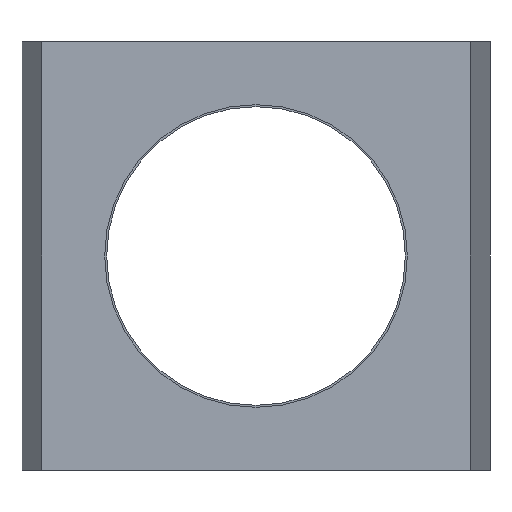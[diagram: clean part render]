
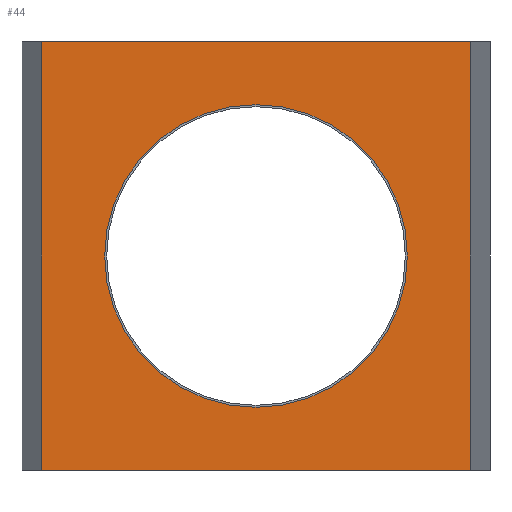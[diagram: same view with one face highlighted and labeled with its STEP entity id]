
A CAD part, front view. The second image highlights one B-rep face of the part: STEP entity #44.
In plain terms, the highlighted planar face has unit normal (0, -1, 0).
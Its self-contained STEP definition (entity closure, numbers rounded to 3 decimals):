
#4 = CARTESIAN_POINT ( 'NONE',  ( -430., 0., 430. ) ) ;
#8 = PLANE ( 'NONE',  #388 ) ;
#26 = CARTESIAN_POINT ( 'NONE',  ( -430., 0., 430. ) ) ;
#44 = ADVANCED_FACE ( 'NONE', ( #379, #219 ), #8, .F. ) ;
#77 = CARTESIAN_POINT ( 'NONE',  ( -430., 0., -430. ) ) ;
#113 = DIRECTION ( 'NONE',  ( 0., 0., -1. ) ) ;
#128 = LINE ( 'NONE', #269, #437 ) ;
#150 = VERTEX_POINT ( 'NONE', #77 ) ;
#151 = VERTEX_POINT ( 'NONE', #690 ) ;
#219 = FACE_OUTER_BOUND ( 'NONE', #849, .T. ) ;
#259 = AXIS2_PLACEMENT_3D ( 'NONE', #803, #412, #113 ) ;
#264 = AXIS2_PLACEMENT_3D ( 'NONE', #557, #872, #863 ) ;
#269 = CARTESIAN_POINT ( 'NONE',  ( 430., 0., 430. ) ) ;
#280 = ORIENTED_EDGE ( 'NONE', *, *, #431, .F. ) ;
#304 = DIRECTION ( 'NONE',  ( 0., 0., 1. ) ) ;
#320 = DIRECTION ( 'NONE',  ( 1., 0., 0. ) ) ;
#324 = LINE ( 'NONE', #944, #339 ) ;
#335 = EDGE_CURVE ( 'NONE', #891, #542, #547, .T. ) ;
#339 = VECTOR ( 'NONE', #320, 1000. ) ;
#379 = FACE_BOUND ( 'NONE', #832, .T. ) ;
#385 = EDGE_CURVE ( 'NONE', #151, #150, #475, .T. ) ;
#386 = CIRCLE ( 'NONE', #259, 304. ) ;
#388 = AXIS2_PLACEMENT_3D ( 'NONE', #4, #684, #304 ) ;
#412 = DIRECTION ( 'NONE',  ( 0., -1., 0. ) ) ;
#431 = EDGE_CURVE ( 'NONE', #151, #698, #716, .T. ) ;
#437 = VECTOR ( 'NONE', #656, 1000. ) ;
#441 = ORIENTED_EDGE ( 'NONE', *, *, #385, .T. ) ;
#459 = EDGE_CURVE ( 'NONE', #150, #532, #324, .T. ) ;
#475 = LINE ( 'NONE', #792, #562 ) ;
#516 = ORIENTED_EDGE ( 'NONE', *, *, #572, .F. ) ;
#532 = VERTEX_POINT ( 'NONE', #970 ) ;
#542 = VERTEX_POINT ( 'NONE', #582 ) ;
#547 = CIRCLE ( 'NONE', #264, 304. ) ;
#555 = EDGE_CURVE ( 'NONE', #698, #532, #128, .T. ) ;
#557 = CARTESIAN_POINT ( 'NONE',  ( 0., 0., 0. ) ) ;
#562 = VECTOR ( 'NONE', #789, 1000. ) ;
#572 = EDGE_CURVE ( 'NONE', #542, #891, #386, .T. ) ;
#582 = CARTESIAN_POINT ( 'NONE',  ( 0., 0., -304. ) ) ;
#612 = ORIENTED_EDGE ( 'NONE', *, *, #555, .F. ) ;
#656 = DIRECTION ( 'NONE',  ( 0., 0., -1. ) ) ;
#684 = DIRECTION ( 'NONE',  ( 0., 1., 0. ) ) ;
#690 = CARTESIAN_POINT ( 'NONE',  ( -430., 0., 430. ) ) ;
#698 = VERTEX_POINT ( 'NONE', #699 ) ;
#699 = CARTESIAN_POINT ( 'NONE',  ( 430., 0., 430. ) ) ;
#716 = LINE ( 'NONE', #26, #786 ) ;
#733 = CARTESIAN_POINT ( 'NONE',  ( 0., 0., 304. ) ) ;
#744 = ORIENTED_EDGE ( 'NONE', *, *, #335, .F. ) ;
#774 = ORIENTED_EDGE ( 'NONE', *, *, #459, .T. ) ;
#786 = VECTOR ( 'NONE', #795, 1000. ) ;
#789 = DIRECTION ( 'NONE',  ( 0., 0., -1. ) ) ;
#792 = CARTESIAN_POINT ( 'NONE',  ( -430., 0., 430. ) ) ;
#795 = DIRECTION ( 'NONE',  ( 1., 0., 0. ) ) ;
#803 = CARTESIAN_POINT ( 'NONE',  ( 0., 0., 0. ) ) ;
#832 = EDGE_LOOP ( 'NONE', ( #516, #744 ) ) ;
#849 = EDGE_LOOP ( 'NONE', ( #774, #612, #280, #441 ) ) ;
#863 = DIRECTION ( 'NONE',  ( 0., 0., -1. ) ) ;
#872 = DIRECTION ( 'NONE',  ( 0., -1., 0. ) ) ;
#891 = VERTEX_POINT ( 'NONE', #733 ) ;
#944 = CARTESIAN_POINT ( 'NONE',  ( -430., 0., -430. ) ) ;
#970 = CARTESIAN_POINT ( 'NONE',  ( 430., 0., -430. ) ) ;
